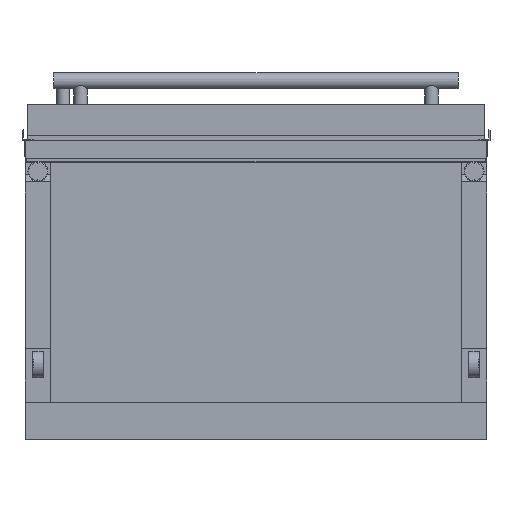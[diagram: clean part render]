
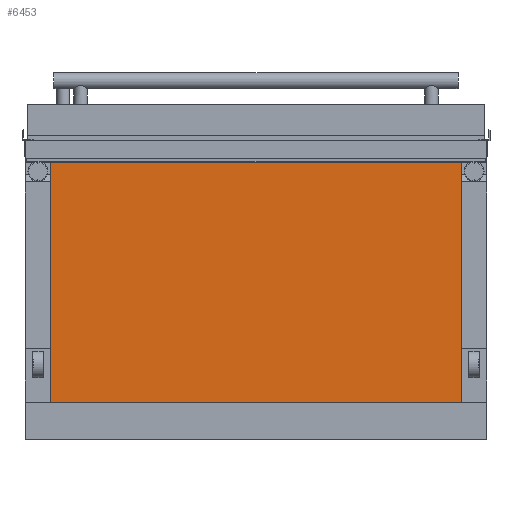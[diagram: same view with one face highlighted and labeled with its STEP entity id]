
A CAD part, front view. The second image highlights one B-rep face of the part: STEP entity #6453.
In plain terms, the highlighted planar face has unit normal (0, -1, 0).
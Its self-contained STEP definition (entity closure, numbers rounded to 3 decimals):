
#1642 = CARTESIAN_POINT ( 'NONE',  ( -386., -928.35, -280. ) ) ;
#1943 = ORIENTED_EDGE ( 'NONE', *, *, #2334, .F. ) ;
#2209 = EDGE_LOOP ( 'NONE', ( #8721, #8121, #9029, #1943 ) ) ;
#2334 = EDGE_CURVE ( 'NONE', #4294, #6105, #15556, .T. ) ;
#2418 = CARTESIAN_POINT ( 'NONE',  ( -386., -928.35, -280. ) ) ;
#3114 = VECTOR ( 'NONE', #3384, 1000. ) ;
#3241 = CARTESIAN_POINT ( 'NONE',  ( -433., -928.35, -210.4 ) ) ;
#3384 = DIRECTION ( 'NONE',  ( -1., 0., 0. ) ) ;
#3620 = CARTESIAN_POINT ( 'NONE',  ( 386., -928.35, -280. ) ) ;
#3877 = DIRECTION ( 'NONE',  ( 0., 0., 1. ) ) ;
#4294 = VERTEX_POINT ( 'NONE', #17231 ) ;
#4591 = LINE ( 'NONE', #3620, #19111 ) ;
#4734 = VERTEX_POINT ( 'NONE', #9467 ) ;
#6105 = VERTEX_POINT ( 'NONE', #11451 ) ;
#6140 = LINE ( 'NONE', #16688, #3114 ) ;
#6453 = ADVANCED_FACE ( 'NONE', ( #15918 ), #7316, .F. ) ;
#6706 = AXIS2_PLACEMENT_3D ( 'NONE', #1642, #14923, #17781 ) ;
#7316 = PLANE ( 'NONE',  #6706 ) ;
#8121 = ORIENTED_EDGE ( 'NONE', *, *, #16814, .T. ) ;
#8721 = ORIENTED_EDGE ( 'NONE', *, *, #10336, .T. ) ;
#9029 = ORIENTED_EDGE ( 'NONE', *, *, #13277, .F. ) ;
#9467 = CARTESIAN_POINT ( 'NONE',  ( -386., -928.35, 240. ) ) ;
#10229 = VERTEX_POINT ( 'NONE', #15868 ) ;
#10336 = EDGE_CURVE ( 'NONE', #4294, #10229, #4591, .T. ) ;
#10824 = DIRECTION ( 'NONE',  ( -1., 0., 0. ) ) ;
#11249 = LINE ( 'NONE', #2418, #18750 ) ;
#11451 = CARTESIAN_POINT ( 'NONE',  ( -386., -928.35, -210.4 ) ) ;
#13277 = EDGE_CURVE ( 'NONE', #6105, #4734, #11249, .T. ) ;
#14509 = DIRECTION ( 'NONE',  ( 0., 0., 1. ) ) ;
#14923 = DIRECTION ( 'NONE',  ( 0., 1., 0. ) ) ;
#15556 = LINE ( 'NONE', #3241, #17649 ) ;
#15868 = CARTESIAN_POINT ( 'NONE',  ( 386., -928.35, 240. ) ) ;
#15918 = FACE_OUTER_BOUND ( 'NONE', #2209, .T. ) ;
#16688 = CARTESIAN_POINT ( 'NONE',  ( -386., -928.35, 240. ) ) ;
#16814 = EDGE_CURVE ( 'NONE', #10229, #4734, #6140, .T. ) ;
#17231 = CARTESIAN_POINT ( 'NONE',  ( 386., -928.35, -210.4 ) ) ;
#17649 = VECTOR ( 'NONE', #10824, 1000. ) ;
#17781 = DIRECTION ( 'NONE',  ( 0., 0., 1. ) ) ;
#18750 = VECTOR ( 'NONE', #3877, 1000. ) ;
#19111 = VECTOR ( 'NONE', #14509, 1000. ) ;
